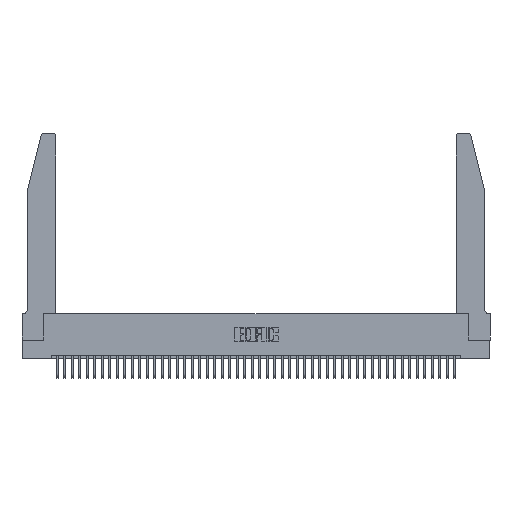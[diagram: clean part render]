
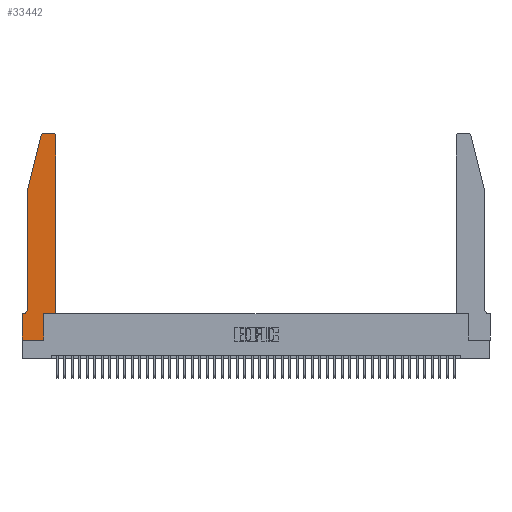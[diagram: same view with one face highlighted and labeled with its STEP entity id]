
A CAD part, top view. The second image highlights one B-rep face of the part: STEP entity #33442.
In plain terms, the highlighted planar face has unit normal (0, 0, 1).
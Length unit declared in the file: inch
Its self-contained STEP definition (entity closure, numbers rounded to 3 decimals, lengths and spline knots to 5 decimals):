
#25 = CARTESIAN_POINT ( 'NONE',  ( 0.25487, 2.72718, 0.37 ) ) ;
#114 = CARTESIAN_POINT ( 'NONE',  ( 0.4205, 2.75, 0.37 ) ) ;
#359 = EDGE_CURVE ( 'NONE', #467, #41840, #6523, .T. ) ;
#467 = VERTEX_POINT ( 'NONE', #40591 ) ;
#986 = CARTESIAN_POINT ( 'NONE',  ( 0.2605, 2.75, 0.37 ) ) ;
#1201 = FACE_OUTER_BOUND ( 'NONE', #38581, .T. ) ;
#1344 = CARTESIAN_POINT ( 'NONE',  ( 0.2865, 0., 0.37 ) ) ;
#3361 = CARTESIAN_POINT ( 'NONE',  ( 0.4505, 0.35, 0.37 ) ) ;
#3532 = VECTOR ( 'NONE', #23777, 39.37008 ) ;
#3537 = VECTOR ( 'NONE', #20910, 39.37008 ) ;
#3987 = LINE ( 'NONE', #22418, #21963 ) ;
#4021 = CARTESIAN_POINT ( 'NONE',  ( 0.0055, 0.42, 0.37 ) ) ;
#4024 = CARTESIAN_POINT ( 'NONE',  ( 0., 0., 0.37 ) ) ;
#5017 = VECTOR ( 'NONE', #29559, 39.37008 ) ;
#5074 = VERTEX_POINT ( 'NONE', #26507 ) ;
#5284 = EDGE_CURVE ( 'NONE', #11612, #8577, #8961, .T. ) ;
#5327 = CARTESIAN_POINT ( 'NONE',  ( 0.0755, 2., 0.37 ) ) ;
#5404 = AXIS2_PLACEMENT_3D ( 'NONE', #9311, #33037, #12697 ) ;
#6523 = CIRCLE ( 'NONE', #5404, 0.03 ) ;
#6603 = DIRECTION ( 'NONE',  ( -1., 0., 0. ) ) ;
#7152 = EDGE_CURVE ( 'NONE', #14903, #30421, #24683, .T. ) ;
#7389 = DIRECTION ( 'NONE',  ( -1., 0., 0. ) ) ;
#7806 = EDGE_CURVE ( 'NONE', #5074, #43476, #37899, .T. ) ;
#8169 = EDGE_CURVE ( 'NONE', #23870, #11612, #31989, .T. ) ;
#8577 = VERTEX_POINT ( 'NONE', #18744 ) ;
#8961 = CIRCLE ( 'NONE', #13337, 0.07 ) ;
#8975 = VECTOR ( 'NONE', #6603, 39.37008 ) ;
#9311 = CARTESIAN_POINT ( 'NONE',  ( 0.284, 2.72, 0.37 ) ) ;
#10103 = VERTEX_POINT ( 'NONE', #1344 ) ;
#10472 = ORIENTED_EDGE ( 'NONE', *, *, #27243, .T. ) ;
#10503 = EDGE_CURVE ( 'NONE', #43476, #10103, #29430, .T. ) ;
#10944 = ORIENTED_EDGE ( 'NONE', *, *, #15101, .T. ) ;
#11612 = VERTEX_POINT ( 'NONE', #39000 ) ;
#11693 = DIRECTION ( 'NONE',  ( 0., 1., 0. ) ) ;
#11863 = VECTOR ( 'NONE', #27660, 39.37008 ) ;
#12427 = CARTESIAN_POINT ( 'NONE',  ( 0.2865, 0.35, 0.37 ) ) ;
#12697 = DIRECTION ( 'NONE',  ( 1., 0., 0. ) ) ;
#13337 = AXIS2_PLACEMENT_3D ( 'NONE', #4021, #27654, #7389 ) ;
#13611 = ORIENTED_EDGE ( 'NONE', *, *, #5284, .T. ) ;
#14749 = LINE ( 'NONE', #28609, #30671 ) ;
#14861 = EDGE_CURVE ( 'NONE', #8577, #5074, #16913, .T. ) ;
#14903 = VERTEX_POINT ( 'NONE', #3361 ) ;
#15101 = EDGE_CURVE ( 'NONE', #42566, #467, #19568, .T. ) ;
#16061 = PLANE ( 'NONE',  #29314 ) ;
#16283 = ORIENTED_EDGE ( 'NONE', *, *, #18547, .T. ) ;
#16913 = LINE ( 'NONE', #26880, #8975 ) ;
#18547 = EDGE_CURVE ( 'NONE', #41840, #23870, #25265, .T. ) ;
#18744 = CARTESIAN_POINT ( 'NONE',  ( 0.0055, 0.35, 0.37 ) ) ;
#19133 = DIRECTION ( 'NONE',  ( 0., 0., 1. ) ) ;
#19487 = CARTESIAN_POINT ( 'NONE',  ( 0., 0.35, 0.37 ) ) ;
#19493 = ORIENTED_EDGE ( 'NONE', *, *, #8169, .T. ) ;
#19568 = LINE ( 'NONE', #986, #25374 ) ;
#19965 = EDGE_CURVE ( 'NONE', #27263, #14903, #3987, .T. ) ;
#20910 = DIRECTION ( 'NONE',  ( 0., 1., 0. ) ) ;
#21963 = VECTOR ( 'NONE', #25977, 39.37008 ) ;
#22418 = CARTESIAN_POINT ( 'NONE',  ( 0.4505, 0.35, 0.37 ) ) ;
#22760 = CARTESIAN_POINT ( 'NONE',  ( 0.0755, 2., 0.37 ) ) ;
#22889 = DIRECTION ( 'NONE',  ( 1., 0., 0. ) ) ;
#23777 = DIRECTION ( 'NONE',  ( 1., 0., 0. ) ) ;
#23870 = VERTEX_POINT ( 'NONE', #5327 ) ;
#24683 = LINE ( 'NONE', #27570, #3537 ) ;
#24979 = ORIENTED_EDGE ( 'NONE', *, *, #37788, .T. ) ;
#25265 = LINE ( 'NONE', #35892, #42236 ) ;
#25374 = VECTOR ( 'NONE', #38121, 39.37008 ) ;
#25819 = CARTESIAN_POINT ( 'NONE',  ( 0., 0., 0.37 ) ) ;
#25977 = DIRECTION ( 'NONE',  ( 1., 0., 0. ) ) ;
#26507 = CARTESIAN_POINT ( 'NONE',  ( 0., 0.35, 0.37 ) ) ;
#26880 = CARTESIAN_POINT ( 'NONE',  ( 0.0755, 0.35, 0.37 ) ) ;
#27243 = EDGE_CURVE ( 'NONE', #30421, #42566, #32040, .T. ) ;
#27263 = VERTEX_POINT ( 'NONE', #12427 ) ;
#27570 = CARTESIAN_POINT ( 'NONE',  ( 0.4505, 0.35, 0.37 ) ) ;
#27648 = ORIENTED_EDGE ( 'NONE', *, *, #19965, .T. ) ;
#27654 = DIRECTION ( 'NONE',  ( 0., 0., -1. ) ) ;
#27660 = DIRECTION ( 'NONE',  ( 0., -1., 0. ) ) ;
#28609 = CARTESIAN_POINT ( 'NONE',  ( 0.2865, 0.35, 0.37 ) ) ;
#29170 = ORIENTED_EDGE ( 'NONE', *, *, #7806, .T. ) ;
#29314 = AXIS2_PLACEMENT_3D ( 'NONE', #19487, #43193, #22889 ) ;
#29430 = LINE ( 'NONE', #40670, #3532 ) ;
#29559 = DIRECTION ( 'NONE',  ( 0., -1., 0. ) ) ;
#30421 = VERTEX_POINT ( 'NONE', #43466 ) ;
#30671 = VECTOR ( 'NONE', #11693, 39.37008 ) ;
#30792 = ORIENTED_EDGE ( 'NONE', *, *, #10503, .T. ) ;
#31989 = LINE ( 'NONE', #22760, #5017 ) ;
#32040 = CIRCLE ( 'NONE', #40256, 0.03 ) ;
#33037 = DIRECTION ( 'NONE',  ( 0., 0., 1. ) ) ;
#33442 = ADVANCED_FACE ( 'NONE', ( #1201 ), #16061, .T. ) ;
#33827 = ORIENTED_EDGE ( 'NONE', *, *, #7152, .T. ) ;
#35892 = CARTESIAN_POINT ( 'NONE',  ( 0.0755, 2., 0.37 ) ) ;
#37788 = EDGE_CURVE ( 'NONE', #10103, #27263, #14749, .T. ) ;
#37899 = LINE ( 'NONE', #4024, #11863 ) ;
#38036 = ORIENTED_EDGE ( 'NONE', *, *, #359, .T. ) ;
#38121 = DIRECTION ( 'NONE',  ( -1., 0., 0. ) ) ;
#38581 = EDGE_LOOP ( 'NONE', ( #10944, #38036, #16283, #19493, #13611, #40317, #29170, #30792, #24979, #27648, #33827, #10472 ) ) ;
#39000 = CARTESIAN_POINT ( 'NONE',  ( 0.0755, 0.42, 0.37 ) ) ;
#39432 = CARTESIAN_POINT ( 'NONE',  ( 0.4205, 2.72, 0.37 ) ) ;
#40256 = AXIS2_PLACEMENT_3D ( 'NONE', #39432, #19133, #42845 ) ;
#40317 = ORIENTED_EDGE ( 'NONE', *, *, #14861, .T. ) ;
#40591 = CARTESIAN_POINT ( 'NONE',  ( 0.284, 2.75, 0.37 ) ) ;
#40670 = CARTESIAN_POINT ( 'NONE',  ( 0., 0., 0.37 ) ) ;
#41840 = VERTEX_POINT ( 'NONE', #25 ) ;
#42236 = VECTOR ( 'NONE', #42691, 39.37008 ) ;
#42566 = VERTEX_POINT ( 'NONE', #114 ) ;
#42691 = DIRECTION ( 'NONE',  ( -0.239, -0.971, 0. ) ) ;
#42845 = DIRECTION ( 'NONE',  ( 1., 0., 0. ) ) ;
#43193 = DIRECTION ( 'NONE',  ( 0., 0., 1. ) ) ;
#43466 = CARTESIAN_POINT ( 'NONE',  ( 0.4505, 2.72, 0.37 ) ) ;
#43476 = VERTEX_POINT ( 'NONE', #25819 ) ;
